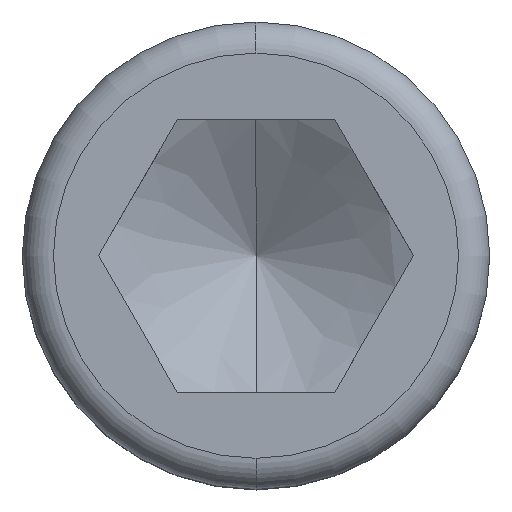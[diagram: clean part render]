
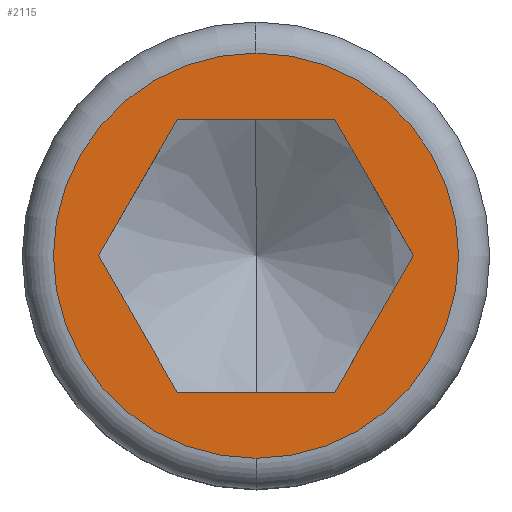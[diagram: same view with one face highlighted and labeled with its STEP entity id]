
A CAD part, top view. The second image highlights one B-rep face of the part: STEP entity #2115.
In plain terms, the highlighted planar face has unit normal (0, 0, 1).
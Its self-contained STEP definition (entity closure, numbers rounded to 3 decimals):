
#813=VERTEX_POINT('',#2388);
#839=VERTEX_POINT('',#2422);
#927=VERTEX_POINT('',#2521);
#1321=EDGE_CURVE('',#839,#927,#2967,.T.);
#1449=VERTEX_POINT('',#3121);
#1589=EDGE_CURVE('',#1449,#1607,#3280,.T.);
#1593=VERTEX_POINT('',#3284);
#1607=VERTEX_POINT('',#3300);
#2069=EDGE_CURVE('',#1607,#1449,#3820,.T.);
#2107=EDGE_CURVE('',#2281,#2235,#3865,.T.);
#2115=ADVANCED_FACE('',(#3874,#3875),#3876,.T.);
#2235=VERTEX_POINT('',#4011);
#2245=EDGE_CURVE('',#2235,#1593,#4021,.T.);
#2261=EDGE_CURVE('',#813,#2281,#4039,.T.);
#2279=EDGE_CURVE('',#1593,#839,#4058,.T.);
#2281=VERTEX_POINT('',#4060);
#2353=EDGE_CURVE('',#927,#813,#4143,.T.);
#2388=CARTESIAN_POINT('',(-4.042,-7.002,16.));
#2422=CARTESIAN_POINT('',(8.085,0.0,16.));
#2521=CARTESIAN_POINT('',(4.043,-7.002,16.));
#2967=LINE('',#4975,#4976);
#3121=CARTESIAN_POINT('',(0.,10.4,16.));
#3280=CIRCLE('',#5443,10.4);
#3284=CARTESIAN_POINT('',(4.043,7.002,16.));
#3300=CARTESIAN_POINT('',(0.,-10.4,16.));
#3820=CIRCLE('',#6207,10.4);
#3865=LINE('',#6262,#6263);
#3874=FACE_BOUND('',#6274,.T.);
#3875=FACE_OUTER_BOUND('',#6275,.T.);
#3876=PLANE('',#6276);
#4011=CARTESIAN_POINT('',(-4.043,7.002,16.));
#4021=LINE('',#6493,#6494);
#4039=LINE('',#6520,#6521);
#4058=LINE('',#6549,#6550);
#4060=CARTESIAN_POINT('',(-8.085,0.0,16.));
#4143=LINE('',#6669,#6670);
#4975=CARTESIAN_POINT('',(5.053,-5.251,16.));
#4976=VECTOR('',#7411,1.0);
#5443=AXIS2_PLACEMENT_3D('',#7826,#7827,#7828);
#6207=AXIS2_PLACEMENT_3D('',#8477,#8478,#8479);
#6262=CARTESIAN_POINT('',(-5.053,5.251,16.));
#6263=VECTOR('',#8542,1.0);
#6274=EDGE_LOOP('',(#8552,#8553,#8554,#8555,#8556,#8557));
#6275=EDGE_LOOP('',(#8558,#8559));
#6276=AXIS2_PLACEMENT_3D('',#8560,#8561,#8562);
#6493=CARTESIAN_POINT('',(2.021,7.002,16.));
#6494=VECTOR('',#8717,1.0);
#6520=CARTESIAN_POINT('',(-7.074,-1.75,16.));
#6521=VECTOR('',#8739,1.0);
#6549=CARTESIAN_POINT('',(7.074,1.75,16.));
#6550=VECTOR('',#8752,1.0);
#6669=CARTESIAN_POINT('',(-2.021,-7.002,16.));
#6670=VECTOR('',#8848,1.0);
#7411=DIRECTION('',(-0.5,-0.866,0.0));
#7826=CARTESIAN_POINT('',(0.,0.,16.));
#7827=DIRECTION('',(0.0,0.0,1.0));
#7828=DIRECTION('',(-1.0,0.0,0.0));
#8477=CARTESIAN_POINT('',(0.,0.,16.));
#8478=DIRECTION('',(0.0,0.0,1.0));
#8479=DIRECTION('',(-1.0,0.0,0.0));
#8542=DIRECTION('',(0.5,0.866,0.0));
#8552=ORIENTED_EDGE('',*,*,#2261,.T.);
#8553=ORIENTED_EDGE('',*,*,#2107,.T.);
#8554=ORIENTED_EDGE('',*,*,#2245,.T.);
#8555=ORIENTED_EDGE('',*,*,#2279,.T.);
#8556=ORIENTED_EDGE('',*,*,#1321,.T.);
#8557=ORIENTED_EDGE('',*,*,#2353,.T.);
#8558=ORIENTED_EDGE('',*,*,#2069,.T.);
#8559=ORIENTED_EDGE('',*,*,#1589,.T.);
#8560=CARTESIAN_POINT('',(0.,-10.043,16.));
#8561=DIRECTION('',(0.0,0.0,1.0));
#8562=DIRECTION('',(0.,-1.0,0.0));
#8717=DIRECTION('',(1.0,0.0,0.0));
#8739=DIRECTION('',(-0.5,0.866,0.0));
#8752=DIRECTION('',(0.5,-0.866,0.0));
#8848=DIRECTION('',(-1.0,0.0,0.0));
